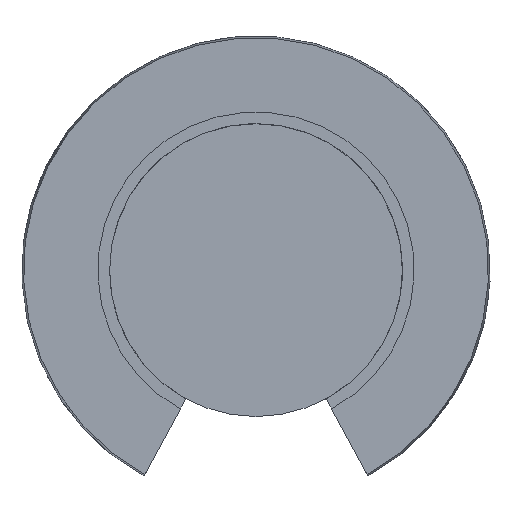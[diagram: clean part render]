
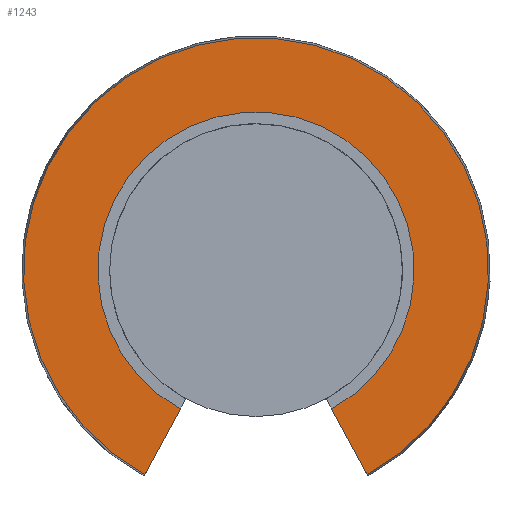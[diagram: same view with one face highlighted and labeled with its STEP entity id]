
A CAD part, front view. The second image highlights one B-rep face of the part: STEP entity #1243.
In plain terms, the highlighted planar face has unit normal (0, -1, 0).
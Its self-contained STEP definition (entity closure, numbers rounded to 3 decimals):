
#937=CARTESIAN_POINT('',(9.488,-29.,-17.435));
#938=VERTEX_POINT('',#937);
#945=CARTESIAN_POINT('',(6.458,-29.,-11.855));
#946=VERTEX_POINT('',#945);
#947=CARTESIAN_POINT('',(6.458,-29.,-11.855));
#948=DIRECTION('',(0.477,0.0,-0.879));
#949=VECTOR('',#948,6.35);
#950=LINE('',#947,#949);
#951=EDGE_CURVE('',#946,#938,#950,.T.);
#1039=CARTESIAN_POINT('',(-6.458,-29.,-11.855));
#1040=VERTEX_POINT('',#1039);
#1047=CARTESIAN_POINT('',(-9.488,-29.,-17.435));
#1048=VERTEX_POINT('',#1047);
#1049=CARTESIAN_POINT('',(-9.488,-29.,-17.435));
#1050=DIRECTION('',(0.477,0.0,0.879));
#1051=VECTOR('',#1050,6.35);
#1052=LINE('',#1049,#1051);
#1053=EDGE_CURVE('',#1048,#1040,#1052,.T.);
#1214=CARTESIAN_POINT('',(0.0,-29.,0.0));
#1215=DIRECTION('',(0.0,1.0,0.0));
#1216=DIRECTION('',(-1.0,0.0,0.0));
#1217=AXIS2_PLACEMENT_3D('',#1214,#1215,#1216);
#1218=CIRCLE('',#1217,13.5);
#1219=EDGE_CURVE('',#1040,#946,#1218,.T.);
#1226=CARTESIAN_POINT('',(-16.675,-29.,0.0));
#1227=DIRECTION('',(0.0,-1.0,0.0));
#1228=DIRECTION('',(0.0,0.0,-1.0));
#1229=AXIS2_PLACEMENT_3D('',#1226,#1227,#1228);
#1230=PLANE('',#1229);
#1231=ORIENTED_EDGE('',*,*,#951,.T.);
#1232=CARTESIAN_POINT('',(0.0,-29.,0.0));
#1233=DIRECTION('',(0.0,1.0,0.0));
#1234=DIRECTION('',(-1.0,0.0,0.0));
#1235=AXIS2_PLACEMENT_3D('',#1232,#1233,#1234);
#1236=CIRCLE('',#1235,19.85);
#1237=EDGE_CURVE('',#1048,#938,#1236,.T.);
#1238=ORIENTED_EDGE('',*,*,#1237,.F.);
#1239=ORIENTED_EDGE('',*,*,#1053,.T.);
#1240=ORIENTED_EDGE('',*,*,#1219,.T.);
#1241=EDGE_LOOP('',(#1231,#1238,#1239,#1240));
#1242=FACE_OUTER_BOUND('',#1241,.T.);
#1243=ADVANCED_FACE('',(#1242),#1230,.T.);
